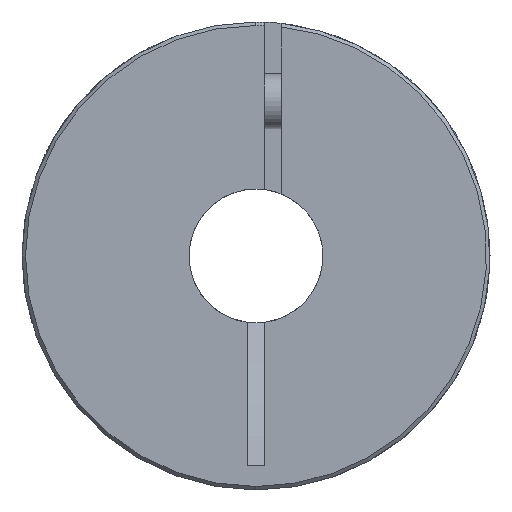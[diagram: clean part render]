
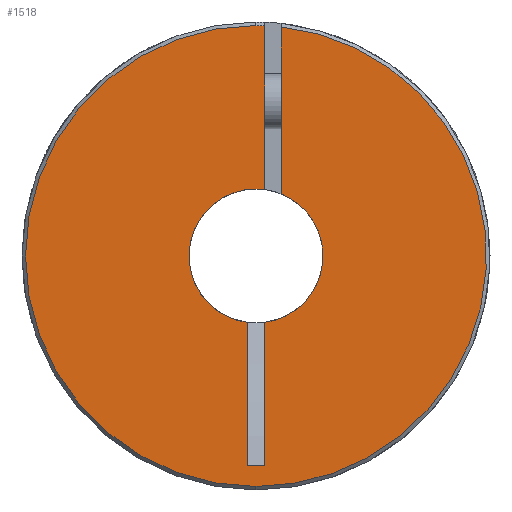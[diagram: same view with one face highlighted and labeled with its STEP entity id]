
A CAD part, left-side view. The second image highlights one B-rep face of the part: STEP entity #1518.
In plain terms, the highlighted planar face has unit normal (-1, 0, 0).
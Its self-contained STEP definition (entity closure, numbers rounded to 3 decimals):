
#14 = VERTEX_POINT ( 'NONE', #319 ) ;
#29 = ORIENTED_EDGE ( 'NONE', *, *, #2097, .F. ) ;
#57 = VERTEX_POINT ( 'NONE', #2022 ) ;
#72 = CARTESIAN_POINT ( 'NONE',  ( -0.014, 0., 0. ) ) ;
#74 = CARTESIAN_POINT ( 'NONE',  ( -0.014, 0., 0. ) ) ;
#77 = CARTESIAN_POINT ( 'NONE',  ( -0.014, 0.61, -4.723 ) ) ;
#129 = ORIENTED_EDGE ( 'NONE', *, *, #355, .T. ) ;
#143 = CARTESIAN_POINT ( 'NONE',  ( -0.014, -0.61, 16.626 ) ) ;
#148 = VERTEX_POINT ( 'NONE', #1877 ) ;
#154 = CARTESIAN_POINT ( 'NONE',  ( -0.014, -0.61, 4.723 ) ) ;
#161 = EDGE_CURVE ( 'NONE', #227, #1642, #797, .T. ) ;
#215 = DIRECTION ( 'NONE',  ( 1., 0., 0. ) ) ;
#227 = VERTEX_POINT ( 'NONE', #1048 ) ;
#259 = CIRCLE ( 'NONE', #700, 4.763 ) ;
#260 = CARTESIAN_POINT ( 'NONE',  ( -0.014, -1.778, 0. ) ) ;
#264 = CARTESIAN_POINT ( 'NONE',  ( -0.014, 0., 16.387 ) ) ;
#288 = LINE ( 'NONE', #260, #609 ) ;
#310 = CARTESIAN_POINT ( 'NONE',  ( -0.014, 0., -16.387 ) ) ;
#319 = CARTESIAN_POINT ( 'NONE',  ( -0.014, -0.61, -14.912 ) ) ;
#337 = ORIENTED_EDGE ( 'NONE', *, *, #161, .T. ) ;
#355 = EDGE_CURVE ( 'NONE', #1303, #148, #734, .T. ) ;
#377 = ORIENTED_EDGE ( 'NONE', *, *, #580, .F. ) ;
#379 = DIRECTION ( 'NONE',  ( 0., 0., -1. ) ) ;
#388 = AXIS2_PLACEMENT_3D ( 'NONE', #1124, #2071, #776 ) ;
#394 = DIRECTION ( 'NONE',  ( 1., 0., 0. ) ) ;
#433 = AXIS2_PLACEMENT_3D ( 'NONE', #74, #705, #1535 ) ;
#450 = DIRECTION ( 'NONE',  ( 0., 0., -1. ) ) ;
#452 = LINE ( 'NONE', #1308, #2139 ) ;
#454 = VERTEX_POINT ( 'NONE', #2078 ) ;
#482 = DIRECTION ( 'NONE',  ( 0., 0., -1. ) ) ;
#483 = DIRECTION ( 'NONE',  ( 0., 0., -1. ) ) ;
#517 = AXIS2_PLACEMENT_3D ( 'NONE', #787, #616, #450 ) ;
#528 = ORIENTED_EDGE ( 'NONE', *, *, #1976, .T. ) ;
#562 = ORIENTED_EDGE ( 'NONE', *, *, #804, .T. ) ;
#571 = CARTESIAN_POINT ( 'NONE',  ( -0.014, 0., 0. ) ) ;
#580 = EDGE_CURVE ( 'NONE', #14, #1917, #452, .T. ) ;
#584 = DIRECTION ( 'NONE',  ( 0., 0., 1. ) ) ;
#608 = EDGE_CURVE ( 'NONE', #227, #868, #1636, .T. ) ;
#609 = VECTOR ( 'NONE', #1929, 1000. ) ;
#616 = DIRECTION ( 'NONE',  ( 1., 0., 0. ) ) ;
#624 = CIRCLE ( 'NONE', #517, 4.763 ) ;
#673 = CARTESIAN_POINT ( 'NONE',  ( -0.014, -0.61, -14.912 ) ) ;
#700 = AXIS2_PLACEMENT_3D ( 'NONE', #571, #215, #877 ) ;
#705 = DIRECTION ( 'NONE',  ( 1., 0., 0. ) ) ;
#729 = FACE_OUTER_BOUND ( 'NONE', #1031, .T. ) ;
#734 = CIRCLE ( 'NONE', #1199, 16.387 ) ;
#773 = ORIENTED_EDGE ( 'NONE', *, *, #608, .F. ) ;
#776 = DIRECTION ( 'NONE',  ( 0., 0., -1. ) ) ;
#787 = CARTESIAN_POINT ( 'NONE',  ( -0.014, 0., 0. ) ) ;
#797 = CIRCLE ( 'NONE', #2028, 16.387 ) ;
#798 = VECTOR ( 'NONE', #1185, 1000. ) ;
#804 = EDGE_CURVE ( 'NONE', #454, #1917, #259, .T. ) ;
#819 = LINE ( 'NONE', #673, #798 ) ;
#868 = VERTEX_POINT ( 'NONE', #154 ) ;
#877 = DIRECTION ( 'NONE',  ( 0., 0., -1. ) ) ;
#915 = VERTEX_POINT ( 'NONE', #1635 ) ;
#1021 = ORIENTED_EDGE ( 'NONE', *, *, #1747, .T. ) ;
#1031 = EDGE_LOOP ( 'NONE', ( #1534, #528, #1021, #773, #337, #1981, #129, #29, #562, #377, #1890 ) ) ;
#1036 = DIRECTION ( 'NONE',  ( 0., 0., 1. ) ) ;
#1048 = CARTESIAN_POINT ( 'NONE',  ( -0.014, -0.61, 16.376 ) ) ;
#1101 = DIRECTION ( 'NONE',  ( 0., 0., -1. ) ) ;
#1110 = EDGE_CURVE ( 'NONE', #1642, #1303, #1857, .T. ) ;
#1124 = CARTESIAN_POINT ( 'NONE',  ( -0.014, 0., 0. ) ) ;
#1149 = VERTEX_POINT ( 'NONE', #77 ) ;
#1170 = DIRECTION ( 'NONE',  ( -1., 0., 0. ) ) ;
#1185 = DIRECTION ( 'NONE',  ( 0., 1., 0. ) ) ;
#1199 = AXIS2_PLACEMENT_3D ( 'NONE', #1491, #1170, #483 ) ;
#1206 = DIRECTION ( 'NONE',  ( -1., 0., 0. ) ) ;
#1303 = VERTEX_POINT ( 'NONE', #310 ) ;
#1308 = CARTESIAN_POINT ( 'NONE',  ( -0.014, -0.61, -14.912 ) ) ;
#1489 = CIRCLE ( 'NONE', #433, 4.763 ) ;
#1491 = CARTESIAN_POINT ( 'NONE',  ( -0.014, 0., 0. ) ) ;
#1518 = ADVANCED_FACE ( 'NONE', ( #729 ), #1893, .F. ) ;
#1534 = ORIENTED_EDGE ( 'NONE', *, *, #1764, .T. ) ;
#1535 = DIRECTION ( 'NONE',  ( 0., 0., -1. ) ) ;
#1587 = LINE ( 'NONE', #2089, #1746 ) ;
#1601 = CARTESIAN_POINT ( 'NONE',  ( -0.014, 0., 0. ) ) ;
#1635 = CARTESIAN_POINT ( 'NONE',  ( -0.014, 0., 4.763 ) ) ;
#1636 = LINE ( 'NONE', #143, #1648 ) ;
#1642 = VERTEX_POINT ( 'NONE', #264 ) ;
#1648 = VECTOR ( 'NONE', #482, 1000. ) ;
#1746 = VECTOR ( 'NONE', #584, 1000. ) ;
#1747 = EDGE_CURVE ( 'NONE', #915, #868, #624, .T. ) ;
#1764 = EDGE_CURVE ( 'NONE', #57, #1149, #1587, .T. ) ;
#1857 = CIRCLE ( 'NONE', #388, 16.387 ) ;
#1877 = CARTESIAN_POINT ( 'NONE',  ( -0.014, -1.778, 16.29 ) ) ;
#1885 = EDGE_CURVE ( 'NONE', #14, #57, #819, .T. ) ;
#1890 = ORIENTED_EDGE ( 'NONE', *, *, #1885, .T. ) ;
#1893 = PLANE ( 'NONE',  #2130 ) ;
#1917 = VERTEX_POINT ( 'NONE', #2053 ) ;
#1929 = DIRECTION ( 'NONE',  ( 0., 0., 1. ) ) ;
#1976 = EDGE_CURVE ( 'NONE', #1149, #915, #1489, .T. ) ;
#1981 = ORIENTED_EDGE ( 'NONE', *, *, #1110, .T. ) ;
#2022 = CARTESIAN_POINT ( 'NONE',  ( -0.014, 0.61, -14.912 ) ) ;
#2028 = AXIS2_PLACEMENT_3D ( 'NONE', #72, #1206, #379 ) ;
#2053 = CARTESIAN_POINT ( 'NONE',  ( -0.014, -0.61, -4.723 ) ) ;
#2071 = DIRECTION ( 'NONE',  ( -1., 0., 0. ) ) ;
#2078 = CARTESIAN_POINT ( 'NONE',  ( -0.014, -1.778, 4.418 ) ) ;
#2089 = CARTESIAN_POINT ( 'NONE',  ( -0.014, 0.61, -14.912 ) ) ;
#2097 = EDGE_CURVE ( 'NONE', #454, #148, #288, .T. ) ;
#2130 = AXIS2_PLACEMENT_3D ( 'NONE', #1601, #394, #1101 ) ;
#2139 = VECTOR ( 'NONE', #1036, 1000. ) ;
